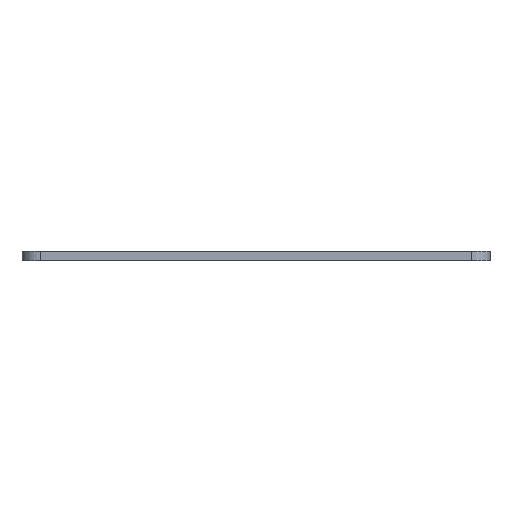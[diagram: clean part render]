
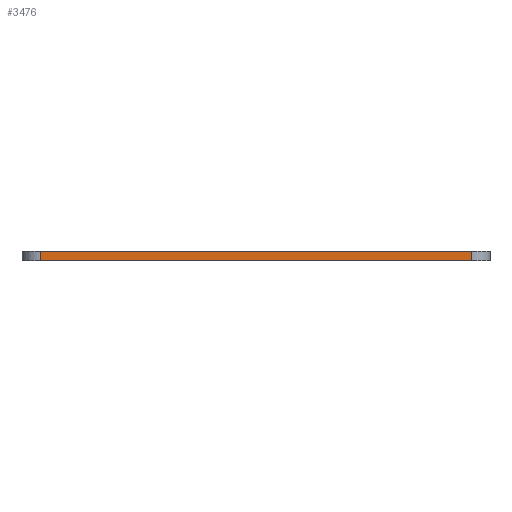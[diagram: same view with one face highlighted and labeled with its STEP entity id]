
A CAD part, front view. The second image highlights one B-rep face of the part: STEP entity #3476.
In plain terms, the highlighted planar face has unit normal (0, -1, 0).
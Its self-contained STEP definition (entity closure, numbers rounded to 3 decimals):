
#146 = VERTEX_POINT('',#147);
#147 = CARTESIAN_POINT('',(144.,-180.,0.));
#154 = EDGE_CURVE('',#146,#155,#157,.T.);
#155 = VERTEX_POINT('',#156);
#156 = CARTESIAN_POINT('',(73.,-180.,0.));
#157 = LINE('',#158,#159);
#158 = CARTESIAN_POINT('',(144.,-180.,0.));
#159 = VECTOR('',#160,1.);
#160 = DIRECTION('',(-1.,0.,0.));
#1789 = VERTEX_POINT('',#1790);
#1790 = CARTESIAN_POINT('',(144.,-180.,1.6));
#1797 = EDGE_CURVE('',#1789,#1798,#1800,.T.);
#1798 = VERTEX_POINT('',#1799);
#1799 = CARTESIAN_POINT('',(73.,-180.,1.6));
#1800 = LINE('',#1801,#1802);
#1801 = CARTESIAN_POINT('',(144.,-180.,1.6));
#1802 = VECTOR('',#1803,1.);
#1803 = DIRECTION('',(-1.,0.,0.));
#3448 = EDGE_CURVE('',#146,#1789,#3449,.T.);
#3449 = LINE('',#3450,#3451);
#3450 = CARTESIAN_POINT('',(144.,-180.,0.));
#3451 = VECTOR('',#3452,1.);
#3452 = DIRECTION('',(0.,0.,1.));
#3476 = ADVANCED_FACE('',(#3477),#3488,.T.);
#3477 = FACE_BOUND('',#3478,.T.);
#3478 = EDGE_LOOP('',(#3479,#3480,#3481,#3487));
#3479 = ORIENTED_EDGE('',*,*,#3448,.T.);
#3480 = ORIENTED_EDGE('',*,*,#1797,.T.);
#3481 = ORIENTED_EDGE('',*,*,#3482,.F.);
#3482 = EDGE_CURVE('',#155,#1798,#3483,.T.);
#3483 = LINE('',#3484,#3485);
#3484 = CARTESIAN_POINT('',(73.,-180.,0.));
#3485 = VECTOR('',#3486,1.);
#3486 = DIRECTION('',(0.,0.,1.));
#3487 = ORIENTED_EDGE('',*,*,#154,.F.);
#3488 = PLANE('',#3489);
#3489 = AXIS2_PLACEMENT_3D('',#3490,#3491,#3492);
#3490 = CARTESIAN_POINT('',(144.,-180.,0.));
#3491 = DIRECTION('',(0.,-1.,0.));
#3492 = DIRECTION('',(-1.,0.,0.));
